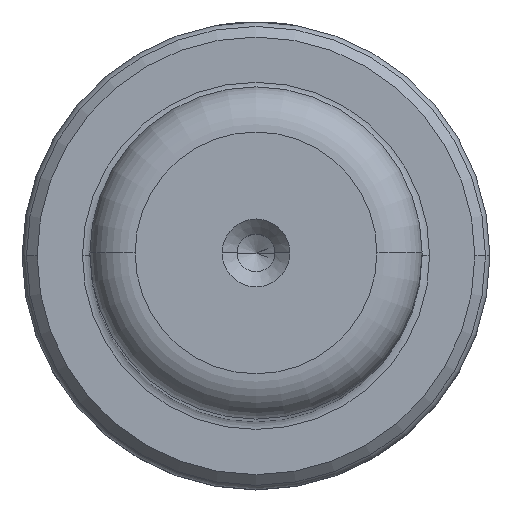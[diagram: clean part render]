
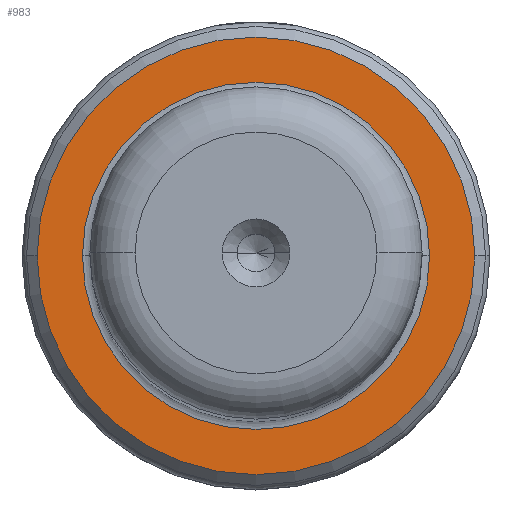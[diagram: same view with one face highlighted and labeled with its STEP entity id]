
A CAD part, top view. The second image highlights one B-rep face of the part: STEP entity #983.
In plain terms, the highlighted planar face has unit normal (0, 0, 1).
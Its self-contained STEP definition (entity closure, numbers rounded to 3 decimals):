
#2 = CARTESIAN_POINT ( 'NONE',  ( 14.5, 0., 24. ) ) ;
#52 = AXIS2_PLACEMENT_3D ( 'NONE', #1506, #2548, #1255 ) ;
#62 = CIRCLE ( 'NONE', #659, 11.5 ) ;
#296 = AXIS2_PLACEMENT_3D ( 'NONE', #930, #1208, #714 ) ;
#413 = AXIS2_PLACEMENT_3D ( 'NONE', #932, #416, #666 ) ;
#416 = DIRECTION ( 'NONE',  ( 0., 0., -1. ) ) ;
#433 = EDGE_CURVE ( 'NONE', #733, #3095, #979, .T. ) ;
#446 = FACE_OUTER_BOUND ( 'NONE', #663, .T. ) ;
#565 = EDGE_CURVE ( 'NONE', #1783, #2604, #2853, .T. ) ;
#659 = AXIS2_PLACEMENT_3D ( 'NONE', #2773, #1801, #723 ) ;
#663 = EDGE_LOOP ( 'NONE', ( #3043, #811 ) ) ;
#666 = DIRECTION ( 'NONE',  ( -1., 0., 0. ) ) ;
#714 = DIRECTION ( 'NONE',  ( 1., 0., 0. ) ) ;
#723 = DIRECTION ( 'NONE',  ( -1., 0., 0. ) ) ;
#733 = VERTEX_POINT ( 'NONE', #2 ) ;
#811 = ORIENTED_EDGE ( 'NONE', *, *, #433, .T. ) ;
#850 = DIRECTION ( 'NONE',  ( 0., 0., 1. ) ) ;
#930 = CARTESIAN_POINT ( 'NONE',  ( 0., 0., 24. ) ) ;
#932 = CARTESIAN_POINT ( 'NONE',  ( 0., 0., 24. ) ) ;
#979 = CIRCLE ( 'NONE', #2865, 14.5 ) ;
#983 = ADVANCED_FACE ( 'NONE', ( #1667, #446 ), #2483, .T. ) ;
#1208 = DIRECTION ( 'NONE',  ( 0., 0., 1. ) ) ;
#1255 = DIRECTION ( 'NONE',  ( 1., 0., 0. ) ) ;
#1362 = EDGE_CURVE ( 'NONE', #3095, #733, #1606, .T. ) ;
#1397 = DIRECTION ( 'NONE',  ( 1., 0., 0. ) ) ;
#1428 = CARTESIAN_POINT ( 'NONE',  ( 11.5, 0., 24. ) ) ;
#1506 = CARTESIAN_POINT ( 'NONE',  ( 0., 0., 24. ) ) ;
#1606 = CIRCLE ( 'NONE', #52, 14.5 ) ;
#1667 = FACE_BOUND ( 'NONE', #1721, .T. ) ;
#1721 = EDGE_LOOP ( 'NONE', ( #2503, #2943 ) ) ;
#1783 = VERTEX_POINT ( 'NONE', #1428 ) ;
#1801 = DIRECTION ( 'NONE',  ( 0., 0., -1. ) ) ;
#2330 = EDGE_CURVE ( 'NONE', #2604, #1783, #62, .T. ) ;
#2397 = CARTESIAN_POINT ( 'NONE',  ( 0., 0., 24. ) ) ;
#2483 = PLANE ( 'NONE',  #296 ) ;
#2494 = CARTESIAN_POINT ( 'NONE',  ( -14.5, 0., 24. ) ) ;
#2503 = ORIENTED_EDGE ( 'NONE', *, *, #2330, .T. ) ;
#2548 = DIRECTION ( 'NONE',  ( 0., 0., 1. ) ) ;
#2572 = CARTESIAN_POINT ( 'NONE',  ( -11.5, 0., 24. ) ) ;
#2604 = VERTEX_POINT ( 'NONE', #2572 ) ;
#2773 = CARTESIAN_POINT ( 'NONE',  ( 0., 0., 24. ) ) ;
#2853 = CIRCLE ( 'NONE', #413, 11.5 ) ;
#2865 = AXIS2_PLACEMENT_3D ( 'NONE', #2397, #850, #1397 ) ;
#2943 = ORIENTED_EDGE ( 'NONE', *, *, #565, .T. ) ;
#3043 = ORIENTED_EDGE ( 'NONE', *, *, #1362, .T. ) ;
#3095 = VERTEX_POINT ( 'NONE', #2494 ) ;
